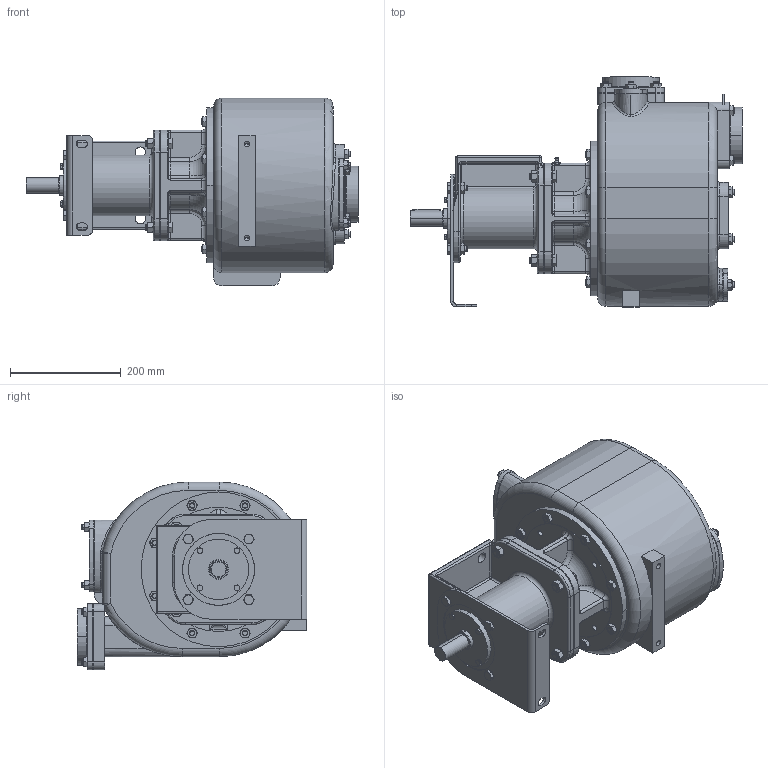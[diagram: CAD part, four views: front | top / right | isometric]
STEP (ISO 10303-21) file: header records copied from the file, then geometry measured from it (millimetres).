
FILE_DESCRIPTION((''),'2;1');
FILE_NAME('S_88_K_B_SW0001','2016-06-01T',('Nicola'),(''),'CREO PARAMETRIC BY PTC INC, 2015290','CREO PARAMETRIC BY PTC INC, 2015290','');
FILE_SCHEMA(('CONFIG_CONTROL_DESIGN'));
Length unit declared in the file: millimetre
Products named in the file (1): S_88_K_B_SW0001
Bounding box: 600.5 x 416 x 340 mm (x, y, z)
Volume: 26271019.1 mm3; surface area: 1213074.3 mm2
Topology: 1 solids, 1 shells, 1670 faces, 3752 edges, 2217 vertices
Faces by surface type: cone 584, plane 514, cylinder 390, torus 91, bspline 75, sphere 12, extrusion 4
Entity records: 70581 total; most frequent: CARTESIAN_POINT 34701, ORIENTED_EDGE 7482, DIRECTION 7393, EDGE_CURVE 3741, AXIS2_PLACEMENT_3D 3149, VERTEX_POINT 2217, EDGE_LOOP 1868, FACE_OUTER_BOUND 1670
